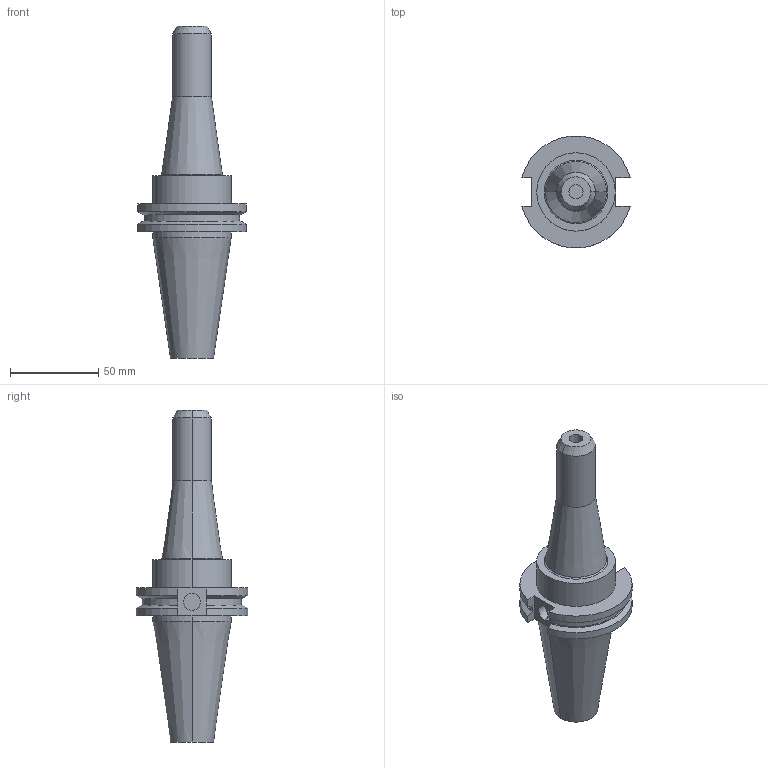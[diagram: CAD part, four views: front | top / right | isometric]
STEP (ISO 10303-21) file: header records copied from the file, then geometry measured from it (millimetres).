
FILE_DESCRIPTION (( 'STEP AP203' ), '1' );
FILE_NAME ('STP-TE-22913-4.72-RR.STEP', '2017-01-18T08:52:48', ( '' ), ( '' ), 'SwSTEP 2.0', 'SolidWorks 2015', '' );
FILE_SCHEMA (( 'CONFIG_CONTROL_DESIGN' ));
Length unit declared in the file: millimetre
Products named in the file (1): STP-TE-22913-4.72-RR
Bounding box: 61.35 x 63.26 x 188.14 mm (x, y, z)
Volume: 172568.1 mm3; surface area: 28038.6 mm2
Topology: 1 solids, 1 shells, 55 faces, 128 edges, 81 vertices
Faces by surface type: cylinder 22, plane 19, cone 12, torus 2
Entity records: 1651 total; most frequent: DIRECTION 288, CARTESIAN_POINT 287, ORIENTED_EDGE 252, EDGE_CURVE 126, AXIS2_PLACEMENT_3D 114, VERTEX_POINT 81, EDGE_LOOP 63, VECTOR 60
